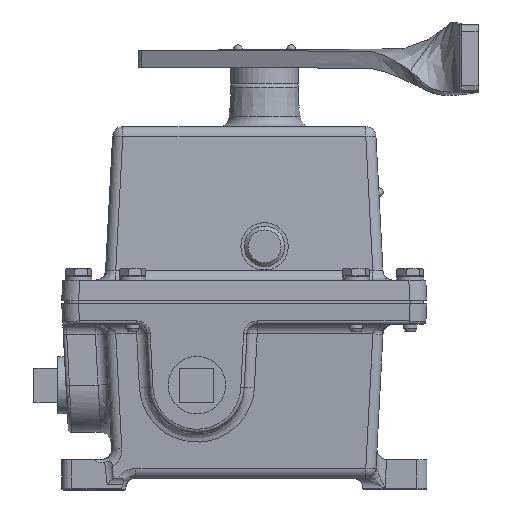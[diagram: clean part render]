
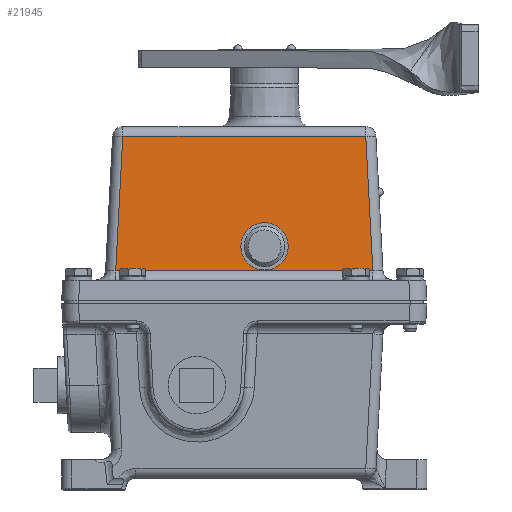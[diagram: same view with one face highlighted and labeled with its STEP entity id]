
A CAD part, left-side view. The second image highlights one B-rep face of the part: STEP entity #21945.
In plain terms, the highlighted face is planar.
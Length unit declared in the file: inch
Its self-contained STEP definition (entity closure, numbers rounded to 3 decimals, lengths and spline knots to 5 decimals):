
#14224=CARTESIAN_POINT('',(-2.14948,0.375,-1.3265));
#14225=VERTEX_POINT('',#14224);
#14226=CARTESIAN_POINT('',(-2.16329,0.375,-1.063));
#14227=DIRECTION('',(0.999,0.,0.052));
#14228=DIRECTION('',(-0.052,0.,0.999));
#14229=AXIS2_PLACEMENT_3D('',#14226,#14227,#14228);
#14230=ELLIPSE('',#14229,0.26386,0.2635);
#14231=EDGE_CURVE('',#14225,#14225,#14230,.T.);
#21211=CARTESIAN_POINT('',(-2.18671,-2.37397,-0.61616));
#21212=VERTEX_POINT('',#21211);
#21269=CARTESIAN_POINT('',(-2.18671,2.37397,-0.61616));
#21270=VERTEX_POINT('',#21269);
#21278=CARTESIAN_POINT('',(-2.18671,2.37397,-0.61616));
#21279=DIRECTION('',(0.0,-1.0,0.0));
#21280=VECTOR('',#21279,4.74793);
#21281=LINE('',#21278,#21280);
#21282=EDGE_CURVE('',#21270,#21212,#21281,.T.);
#21620=CARTESIAN_POINT('',(-2.05665,-2.24391,-3.09784));
#21621=VERTEX_POINT('',#21620);
#21622=CARTESIAN_POINT('',(-2.18671,-2.37397,-0.61616));
#21623=DIRECTION('',(0.052,0.052,-0.997));
#21624=VECTOR('',#21623,2.48849);
#21625=LINE('',#21622,#21624);
#21626=EDGE_CURVE('',#21212,#21621,#21625,.T.);
#21701=CARTESIAN_POINT('',(-2.05665,2.24391,-3.09784));
#21702=VERTEX_POINT('',#21701);
#21854=CARTESIAN_POINT('',(-2.05665,-2.24391,-3.09784));
#21855=DIRECTION('',(0.0,1.0,0.0));
#21856=VECTOR('',#21855,4.48781);
#21857=LINE('',#21854,#21856);
#21858=EDGE_CURVE('',#21621,#21702,#21857,.T.);
#21922=CARTESIAN_POINT('',(-2.05665,2.24391,-3.09784));
#21923=DIRECTION('',(-0.052,0.052,0.997));
#21924=VECTOR('',#21923,2.48849);
#21925=LINE('',#21922,#21924);
#21926=EDGE_CURVE('',#21702,#21270,#21925,.T.);
#21931=CARTESIAN_POINT('',(-2.219,2.594,0.0));
#21932=DIRECTION('',(-0.999,0.,-0.052));
#21933=DIRECTION('',(0.0,1.0,0.0));
#21934=AXIS2_PLACEMENT_3D('',#21931,#21932,#21933);
#21935=PLANE('',#21934);
#21936=ORIENTED_EDGE('',*,*,#21282,.F.);
#21937=ORIENTED_EDGE('',*,*,#21926,.F.);
#21938=ORIENTED_EDGE('',*,*,#21858,.F.);
#21939=ORIENTED_EDGE('',*,*,#21626,.F.);
#21940=EDGE_LOOP('',(#21936,#21937,#21938,#21939));
#21941=FACE_OUTER_BOUND('',#21940,.T.);
#21942=ORIENTED_EDGE('',*,*,#14231,.T.);
#21943=EDGE_LOOP('',(#21942));
#21944=FACE_BOUND('',#21943,.T.);
#21945=ADVANCED_FACE('',(#21941,#21944),#21935,.T.);
